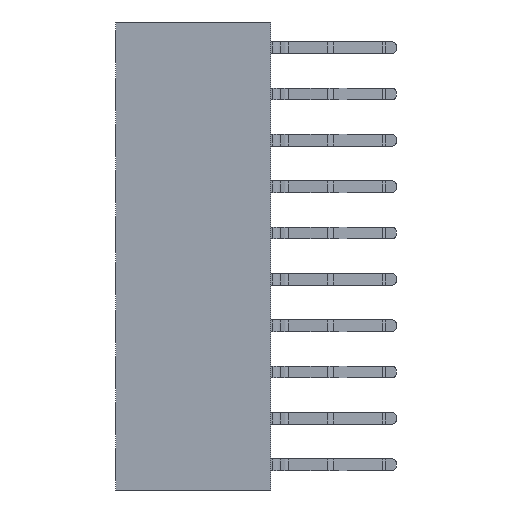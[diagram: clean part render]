
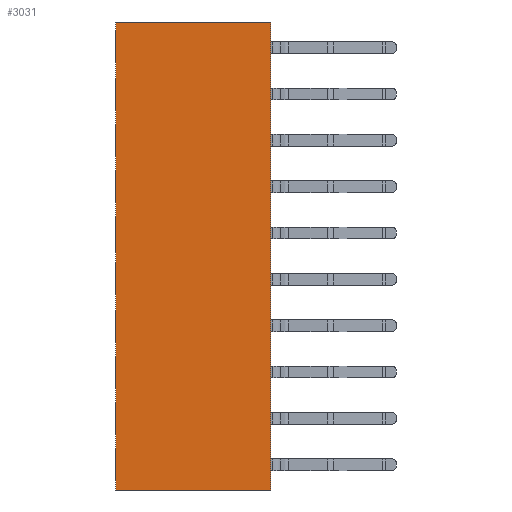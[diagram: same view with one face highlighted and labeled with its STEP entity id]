
A CAD part, left-side view. The second image highlights one B-rep face of the part: STEP entity #3031.
In plain terms, the highlighted planar face has unit normal (-1, 0, 0).
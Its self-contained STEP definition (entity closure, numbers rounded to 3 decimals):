
#3031=ADVANCED_FACE('',(#5443),#5444,.F.);
#5443=FACE_OUTER_BOUND('',#11944,.T.);
#5444=PLANE('',#11945);
#11944=EDGE_LOOP('',(#16305,#16306,#16307,#16308));
#11945=AXIS2_PLACEMENT_3D('',#16309,#16310,#16311);
#16305=ORIENTED_EDGE('',*,*,#27624,.F.);
#16306=ORIENTED_EDGE('',*,*,#27625,.T.);
#16307=ORIENTED_EDGE('',*,*,#27626,.T.);
#16308=ORIENTED_EDGE('',*,*,#27627,.F.);
#16309=CARTESIAN_POINT('',(-2.5,0.0,0.0));
#16310=DIRECTION('',(1.0,0.0,0.0));
#16311=DIRECTION('',(0.0,1.0,0.0));
#27624=EDGE_CURVE('',#34048,#34049,#34050,.T.);
#27625=EDGE_CURVE('',#34048,#34051,#34052,.T.);
#27626=EDGE_CURVE('',#34051,#34053,#34054,.T.);
#27627=EDGE_CURVE('',#34049,#34053,#34055,.T.);
#34048=VERTEX_POINT('',#40848);
#34049=VERTEX_POINT('',#40849);
#34050=LINE('',#40850,#40851);
#34051=VERTEX_POINT('',#40852);
#34052=LINE('',#40853,#40854);
#34053=VERTEX_POINT('',#40855);
#34054=LINE('',#40856,#40857);
#34055=LINE('',#40858,#40859);
#40848=CARTESIAN_POINT('',(-2.5,4.25,-1.395));
#40849=CARTESIAN_POINT('',(-2.5,4.25,24.255));
#40850=CARTESIAN_POINT('',(-2.5,4.25,-1.395));
#40851=VECTOR('',#48432,25.65);
#40852=CARTESIAN_POINT('',(-2.5,-4.25,-1.395));
#40853=CARTESIAN_POINT('',(-2.5,4.25,-1.395));
#40854=VECTOR('',#48433,8.5);
#40855=CARTESIAN_POINT('',(-2.5,-4.25,24.255));
#40856=CARTESIAN_POINT('',(-2.5,-4.25,-1.395));
#40857=VECTOR('',#48434,25.65);
#40858=CARTESIAN_POINT('',(-2.5,4.25,24.255));
#40859=VECTOR('',#48435,8.5);
#48432=DIRECTION('',(0.0,0.0,1.0));
#48433=DIRECTION('',(0.0,-1.0,0.0));
#48434=DIRECTION('',(0.0,0.0,1.0));
#48435=DIRECTION('',(0.0,-1.0,0.0));
